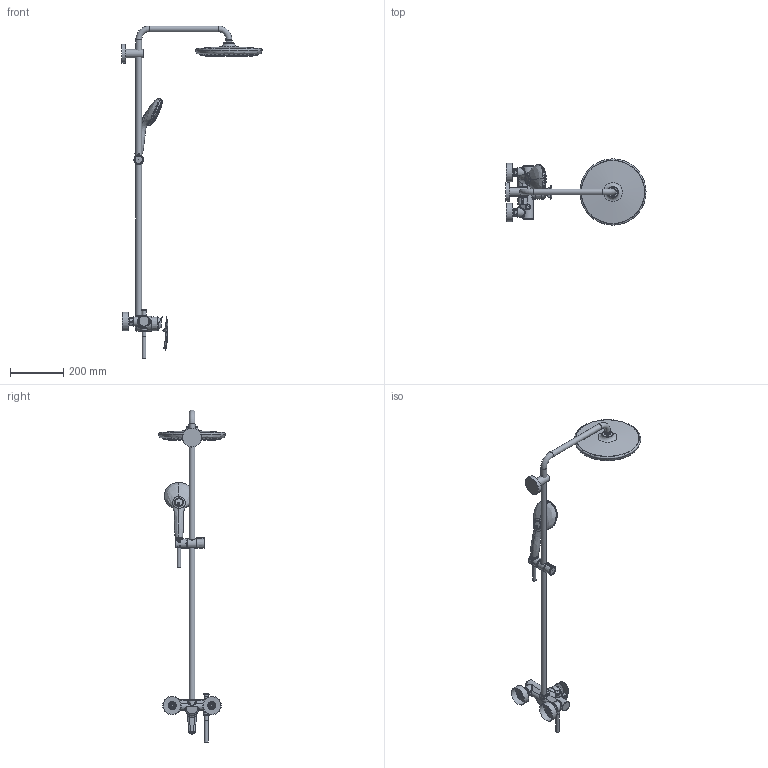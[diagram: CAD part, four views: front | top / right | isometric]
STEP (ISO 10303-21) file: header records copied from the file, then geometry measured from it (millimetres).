
FILE_DESCRIPTION(/* description */ ('Unknown'),/* implementation_level */ '2;1');
FILE_NAME(/* name */ '26679001',/* time_stamp */ '2023-04-21T09:02:33+02:00',/* author */ ('Unknown'),/* organization */ ('GROHE AG'),/* preprocessor_version */ 'ST-DEVELOPER v16.7',/* originating_system */ 'DEX',/* authorisation */ $);
FILE_SCHEMA (('AUTOMOTIVE_DESIGN {1 0 10303 214 3 1 1}'));
Products named in the file (1): 26679001
Bounding box: 528.28 x 249.97 x 1251.47 mm (x, y, z)
Volume: 478894.7 mm3; surface area: 419163.5 mm2
Topology: 2 solids, 455 shells, 1605 faces, 5866 edges, 4540 vertices
Faces by surface type: bspline 672, cylinder 298, plane 288, torus 270, cone 42, sphere 35
Full cylindrical faces by diameter (mm): 2 x8, 2.8 x72, 3.8 x126, 4.1 x7, 13.8 x2, 14.7 x2, 15.196 x1, 18.2 x1, 18.3 x1, 18.5 x4, 19.9 x1, 20 x2, 20.955 x3, 22 x3, 22.6 x1, 22.9 x1, 23 x1, 26.44 x2, 28 x2, 31.3 x1, 33.4 x1, 36 x2, 40 x1, 54 x1, 55 x1, 69 x2, 70 x2, 71 x1, 98.8 x1, 100.004 x1
Entity records: 122330 total; most frequent: CARTESIAN_POINT 81446, ORIENTED_EDGE 6553, EDGE_CURVE 4837, DIRECTION 4704, VERTEX_POINT 4097, B_SPLINE_CURVE_WITH_KNOTS 3103, EDGE_LOOP 2773, FACE_BOUND 2773
